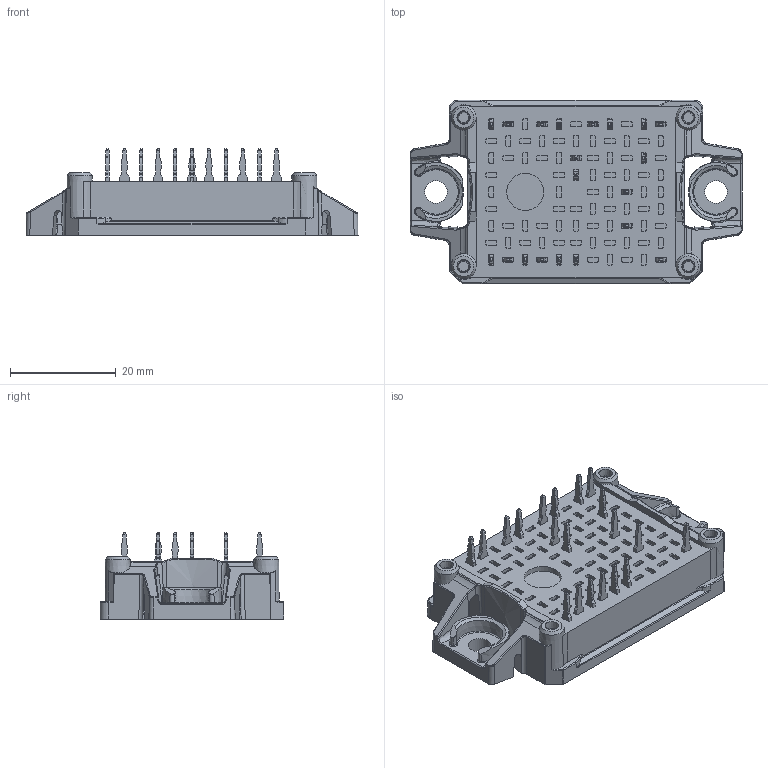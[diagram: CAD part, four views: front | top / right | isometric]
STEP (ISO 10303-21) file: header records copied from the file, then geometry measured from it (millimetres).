
FILE_DESCRIPTION(/* description */ ('Unknown'),/* implementation_level */ '2;1');
FILE_NAME(/* name */ 'FlowE1-4T12T-PS00(200)-01-OL',/* time_stamp */ '2025-06-11T09:56:20+02:00',/* author */ ('Unknown'),/* organization */ ('Unknown'),/* preprocessor_version */ 'ST-DEVELOPER v18.104',/* originating_system */ 'Solid Edge',/* authorisation */ 'Unknown');
FILE_SCHEMA (('AUTOMOTIVE_DESIGN {1 0 10303 214 3 1 1}'));
Products named in the file (1): FlowE1-4T12T-PS00-OL
Bounding box: 62.8 x 34.78 x 16.43 mm (x, y, z)
Volume: 15495 mm3; surface area: 8231.8 mm2
Topology: 1 solids, 1 shells, 2498 faces, 6281 edges, 3880 vertices
Faces by surface type: plane 1261, cylinder 659, cone 422, bspline 118, torus 24, sphere 14
Full cylindrical faces by diameter (mm): 4.3 x2, 7 x1
Entity records: 92674 total; most frequent: CARTESIAN_POINT 15332, DIRECTION 12604, ORIENTED_EDGE 12460, EDGE_CURVE 6230, AXIS2_PLACEMENT_3D 4315, LINE 3974, VECTOR 3974, VERTEX_POINT 3872
